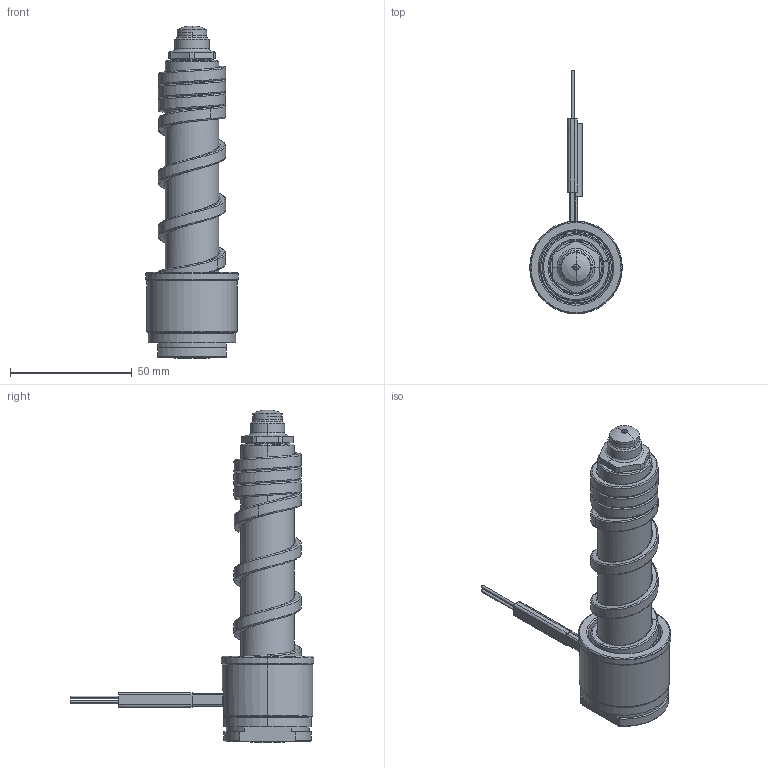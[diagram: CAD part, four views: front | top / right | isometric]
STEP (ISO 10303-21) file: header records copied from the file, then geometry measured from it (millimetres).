
FILE_DESCRIPTION((''),'2;1');
FILE_NAME('LS-136-BEU-R','2014-02-28T',('Íàòàëüÿ'),('IMID'),'PRO/ENGINEER BY PARAMETRIC TECHNOLOGY CORPORATION, 2010180','PRO/ENGINEER BY PARAMETRIC TECHNOLOGY CORPORATION, 2010180','');
FILE_SCHEMA(('CONFIG_CONTROL_DESIGN'));
Length unit declared in the file: millimetre
Products named in the file (1): LS-136-BEU-R
Bounding box: 38 x 100 x 136.2 mm (x, y, z)
Volume: 69400.3 mm3; surface area: 31436 mm2
Topology: 1 solids, 9 shells, 334 faces, 867 edges, 525 vertices
Faces by surface type: cylinder 106, bspline 66, cone 62, plane 50, torus 29, revolution 9, extrusion 8, sphere 4
Entity records: 19295 total; most frequent: CARTESIAN_POINT 11585, ORIENTED_EDGE 1694, DIRECTION 1454, EDGE_CURVE 859, AXIS2_PLACEMENT_3D 578, VERTEX_POINT 525, EDGE_LOOP 356, FACE_OUTER_BOUND 334
